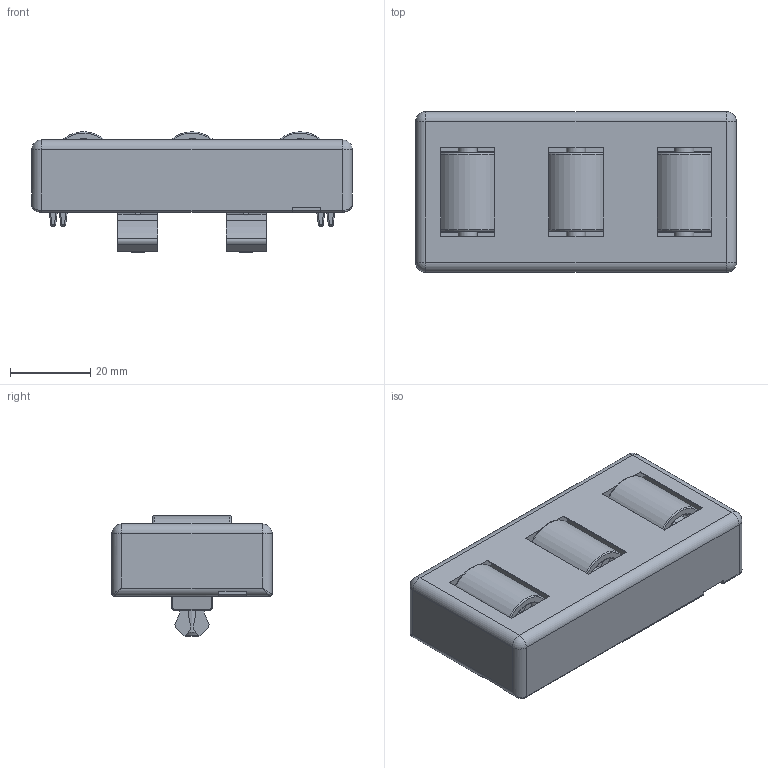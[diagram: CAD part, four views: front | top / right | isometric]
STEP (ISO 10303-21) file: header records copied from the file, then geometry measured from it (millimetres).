
FILE_DESCRIPTION(/* description */ (''),/* implementation_level */ '2;1');
FILE_NAME(/* name */ 'ZB-1965_Rollenelement_80_Turbo-10.stp',/* time_stamp */ '2020-07-21T14:30:27+02:00',/* author */ ('jmaun'),/* organization */ (''),/* preprocessor_version */ 'ST-DEVELOPER v17',/* originating_system */ 'Autodesk Inventor 2019',/* authorisation */ '');
FILE_SCHEMA (('AUTOMOTIVE_DESIGN { 1 0 10303 214 3 1 1 }'));
Length unit declared in the file: millimetre
Products named in the file (1): ZB1965_Rollenelement_80_Turbo-10
Bounding box: 80 x 40 x 30 mm (x, y, z)
Volume: 37260.2 mm3; surface area: 36264 mm2
Topology: 5 solids, 5 shells, 827 faces, 2373 edges, 1534 vertices
Faces by surface type: plane 430, cylinder 284, torus 55, bspline 40, sphere 10, cone 8
Full cylindrical faces by diameter (mm): 4.4 x2, 4.8 x6, 12 x9, 16 x3
Entity records: 30304 total; most frequent: CARTESIAN_POINT 8359, ORIENTED_EDGE 4718, DIRECTION 4564, EDGE_CURVE 2359, AXIS2_PLACEMENT_3D 1573, VERTEX_POINT 1534, LINE 1418, VECTOR 1418
